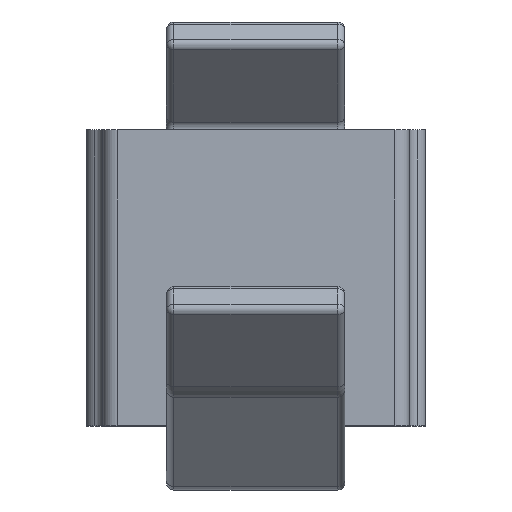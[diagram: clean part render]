
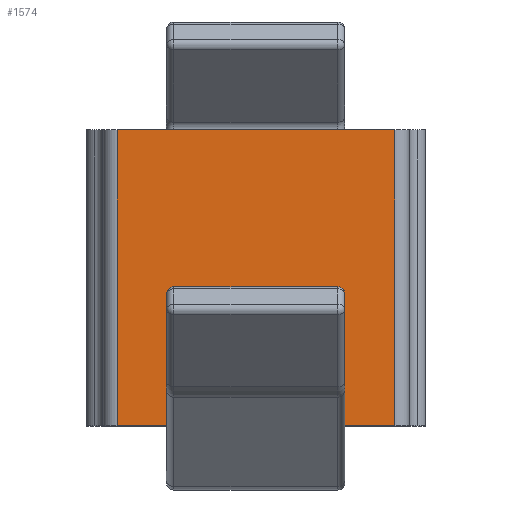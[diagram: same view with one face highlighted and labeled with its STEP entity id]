
A CAD part, top view. The second image highlights one B-rep face of the part: STEP entity #1574.
In plain terms, the highlighted planar face has unit normal (0, 0, 1).
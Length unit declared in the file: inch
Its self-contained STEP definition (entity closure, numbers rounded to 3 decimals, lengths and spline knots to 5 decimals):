
#83=LINE('',#2565,#201);
#96=LINE('',#2611,#214);
#97=LINE('',#2614,#215);
#98=LINE('',#2615,#216);
#201=VECTOR('',#1942,0.381);
#214=VECTOR('',#1989,0.406);
#215=VECTOR('',#1992,0.406);
#216=VECTOR('',#1993,0.381);
#303=PLANE('',#1701);
#402=FACE_OUTER_BOUND('',#509,.T.);
#509=EDGE_LOOP('',(#1167,#1168,#1169,#1170));
#737=VERTEX_POINT('',#2562);
#738=VERTEX_POINT('',#2564);
#754=VERTEX_POINT('',#2609);
#755=VERTEX_POINT('',#2613);
#884=EDGE_CURVE('',#738,#737,#83,.T.);
#909=EDGE_CURVE('',#738,#754,#96,.T.);
#910=EDGE_CURVE('',#755,#737,#97,.T.);
#911=EDGE_CURVE('',#755,#754,#98,.T.);
#1167=ORIENTED_EDGE('',*,*,#909,.F.);
#1168=ORIENTED_EDGE('',*,*,#884,.T.);
#1169=ORIENTED_EDGE('',*,*,#910,.F.);
#1170=ORIENTED_EDGE('',*,*,#911,.T.);
#1574=ADVANCED_FACE('',(#402),#303,.T.);
#1701=AXIS2_PLACEMENT_3D('',#2612,#1990,#1991);
#1942=DIRECTION('',(1.,0.,0.));
#1989=DIRECTION('',(0.,1.,0.));
#1990=DIRECTION('center_axis',(0.,0.,1.));
#1991=DIRECTION('ref_axis',(1.,0.,0.));
#1992=DIRECTION('',(0.,-1.,0.));
#1993=DIRECTION('',(-1.,0.,0.));
#2562=CARTESIAN_POINT('',(0.1905,-0.203,0.328));
#2564=CARTESIAN_POINT('',(-0.1905,-0.203,0.328));
#2565=CARTESIAN_POINT('',(-0.2105,-0.203,0.328));
#2609=CARTESIAN_POINT('',(-0.1905,0.203,0.328));
#2611=CARTESIAN_POINT('',(-0.1905,-0.203,0.328));
#2612=CARTESIAN_POINT('Origin',(0.2105,-0.203,0.328));
#2613=CARTESIAN_POINT('',(0.1905,0.203,0.328));
#2614=CARTESIAN_POINT('',(0.1905,-0.203,0.328));
#2615=CARTESIAN_POINT('',(-0.2105,0.203,0.328));
